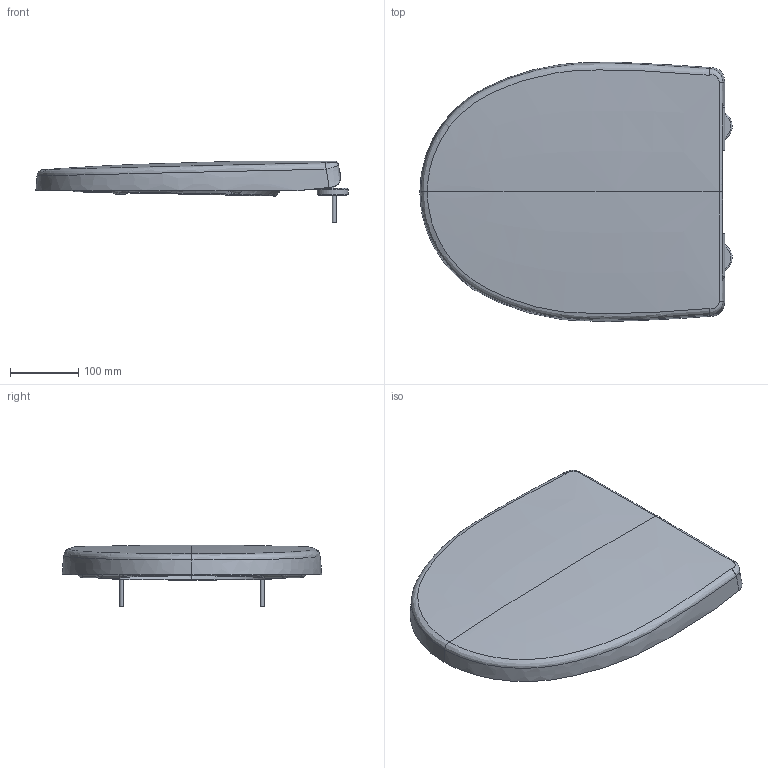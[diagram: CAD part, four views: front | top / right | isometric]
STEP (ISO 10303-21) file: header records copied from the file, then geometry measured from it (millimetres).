
FILE_DESCRIPTION(/* description */ (''),/* implementation_level */ '2;1');
FILE_NAME(/* name */ '9M20C1_WCS.stp',/* time_stamp */ '2022-02-04T08:17:06+01:00',/* author */ (''),/* organization */ (''),/* preprocessor_version */ 'ST-DEVELOPER v18.1',/* originating_system */ 'SIEMENS PLM Software NX 1973',/* authorisation */ '');
FILE_SCHEMA (('AUTOMOTIVE_DESIGN { 1 0 10303 214 3 1 1 1 }'));
Products named in the file (1): Muel467CE7FErnhg
Bounding box: 458.69 x 380.82 x 90.26 mm (x, y, z)
Volume: 1628876.3 mm3; surface area: 599137.9 mm2
Topology: 10 solids, 10 shells, 498 faces, 1185 edges, 695 vertices
Faces by surface type: bspline 270, cylinder 74, plane 60, torus 47, cone 37, sphere 6, revolution 4
Full cylindrical faces by diameter (mm): 6 x2, 10 x2, 10.2 x2, 11.5 x2, 41.5 x2, 44.5 x2, 45.3 x2
Entity records: 41081 total; most frequent: CARTESIAN_POINT 32440, ORIENTED_EDGE 2206, EDGE_CURVE 1103, DIRECTION 1077, VERTEX_POINT 670, B_SPLINE_CURVE_WITH_KNOTS 618, EDGE_LOOP 553, ADVANCED_FACE 498
